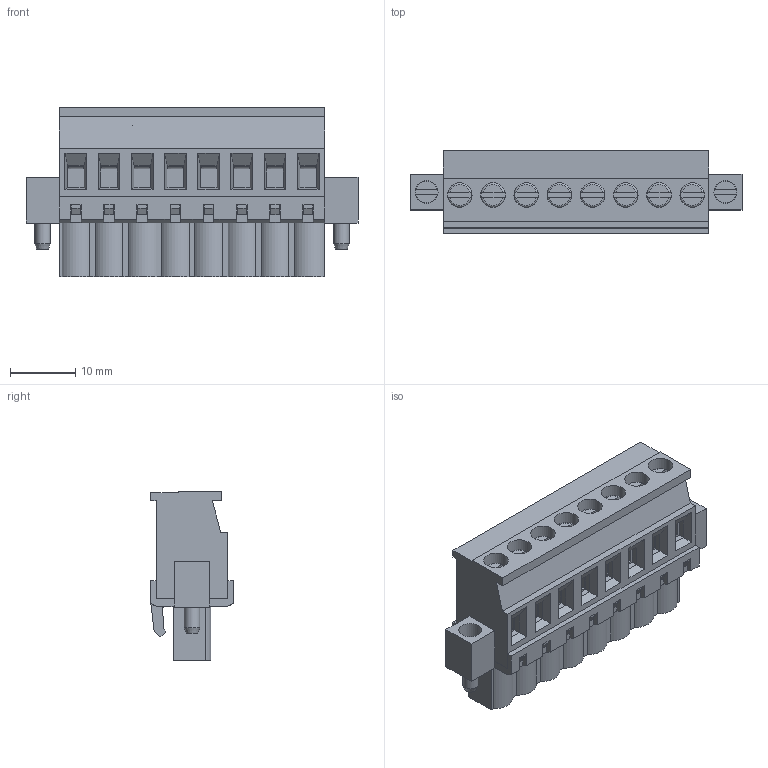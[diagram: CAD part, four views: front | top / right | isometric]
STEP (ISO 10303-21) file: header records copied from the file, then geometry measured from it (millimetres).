
FILE_DESCRIPTION( ( 'Unknown' ), '1' );
FILE_NAME( '691345510008.stp', 'Unknown', ( 'Unknown' ), ( 'Unknown' ), 'PSStep 14.0', 'Unknown', ' ' );
FILE_SCHEMA( ( 'AUTOMOTIVE_DESIGN { 1 0 10303 214 1 1 1 1 }' ) );
Length unit declared in the file: millimetre
Products named in the file (7): Assem1; 6913455100xx_CAGE; 6913455100xx_VIS; 6913455100xx; 6913455100xx_VIS_Flange; 691343510008; 691343510008_BAS
Assembly tree (28 placements, depth 2):
  Assem1
    6913455100xx_CAGE  x8
    6913455100xx_VIS  x8
    6913455100xx  x8
    6913455100xx_VIS_Flange  x2
    691343510008
    691343510008_BAS
Bounding box: 50.8 x 12.6 x 26 mm (x, y, z)
Volume: 6615.2 mm3; surface area: 15060.4 mm2
Topology: 28 solids, 28 shells, 1708 faces, 4717 edges, 3067 vertices
Faces by surface type: plane 1314, cylinder 338, torus 30, cone 26
Full cylindrical faces by diameter (mm): 1.5 x8, 2.2 x8, 2.4 x4, 2.7 x8, 2.9 x8, 3 x8, 3.5 x2, 3.7 x8, 3.75 x8, 3.8 x2
Entity records: 39162 total; most frequent: CARTESIAN_POINT 5549, ORIENTED_EDGE 5406, DIRECTION 4938, EDGE_CURVE 2703, LINE 2486, VECTOR 2486, VERTEX_POINT 1789, AXIS2_PLACEMENT_3D 1226
